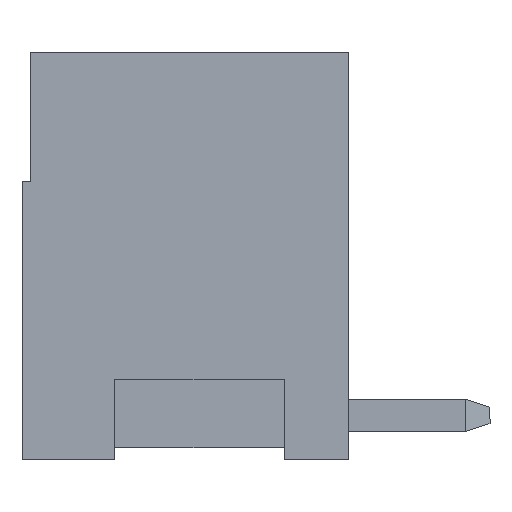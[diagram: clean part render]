
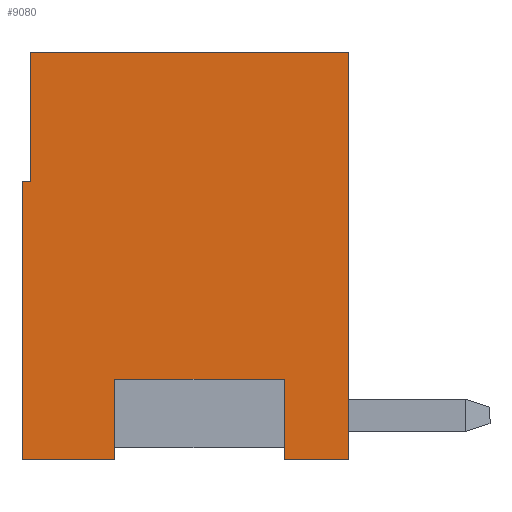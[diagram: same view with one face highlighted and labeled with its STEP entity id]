
A CAD part, left-side view. The second image highlights one B-rep face of the part: STEP entity #9080.
In plain terms, the highlighted planar face has unit normal (-1, 0, 0).
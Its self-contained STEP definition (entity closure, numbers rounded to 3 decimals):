
#926=ORIENTED_EDGE('',*,*,#3113,.T.);
#927=ORIENTED_EDGE('',*,*,#3477,.T.);
#928=ORIENTED_EDGE('',*,*,#3478,.T.);
#929=ORIENTED_EDGE('',*,*,#3479,.T.);
#930=ORIENTED_EDGE('',*,*,#3474,.T.);
#931=ORIENTED_EDGE('',*,*,#2822,.T.);
#932=ORIENTED_EDGE('',*,*,#2881,.T.);
#933=ORIENTED_EDGE('',*,*,#3480,.F.);
#934=ORIENTED_EDGE('',*,*,#3481,.F.);
#935=ORIENTED_EDGE('',*,*,#3482,.T.);
#2822=EDGE_CURVE('',#4130,#4129,#5003,.T.);
#2881=EDGE_CURVE('',#4129,#4185,#5062,.T.);
#3113=EDGE_CURVE('',#4409,#4407,#5294,.T.);
#3474=EDGE_CURVE('',#4720,#4130,#5626,.T.);
#3477=EDGE_CURVE('',#4407,#4722,#5629,.T.);
#3478=EDGE_CURVE('',#4722,#4723,#5630,.T.);
#3479=EDGE_CURVE('',#4723,#4720,#5631,.T.);
#3480=EDGE_CURVE('',#4724,#4185,#5632,.T.);
#3481=EDGE_CURVE('',#4725,#4724,#5633,.T.);
#3482=EDGE_CURVE('',#4725,#4409,#5634,.T.);
#4129=VERTEX_POINT('',#12494);
#4130=VERTEX_POINT('',#12496);
#4185=VERTEX_POINT('',#12612);
#4407=VERTEX_POINT('',#13103);
#4409=VERTEX_POINT('',#13106);
#4720=VERTEX_POINT('',#13840);
#4722=VERTEX_POINT('',#13846);
#4723=VERTEX_POINT('',#13848);
#4724=VERTEX_POINT('',#13851);
#4725=VERTEX_POINT('',#13853);
#5003=LINE('',#12495,#6264);
#5062=LINE('',#12614,#6323);
#5294=LINE('',#13105,#6555);
#5626=LINE('',#13839,#6887);
#5629=LINE('',#13845,#6890);
#5630=LINE('',#13847,#6891);
#5631=LINE('',#13849,#6892);
#5632=LINE('',#13850,#6893);
#5633=LINE('',#13852,#6894);
#5634=LINE('',#13854,#6895);
#6264=VECTOR('',#10099,1000.);
#6323=VECTOR('',#10164,1000.);
#6555=VECTOR('',#10470,1000.);
#6887=VECTOR('',#10984,1000.);
#6890=VECTOR('',#10989,1000.);
#6891=VECTOR('',#10990,1000.);
#6892=VECTOR('',#10991,1000.);
#6893=VECTOR('',#10992,1000.);
#6894=VECTOR('',#10993,1000.);
#6895=VECTOR('',#10994,1000.);
#7597=EDGE_LOOP('',(#926,#927,#928,#929,#930,#931,#932,#933,#934,#935));
#8124=FACE_BOUND('',#7597,.T.);
#8620=PLANE('',#9614);
#9080=ADVANCED_FACE('',(#8124),#8620,.T.);
#9614=AXIS2_PLACEMENT_3D('',#13844,#10987,#10988);
#10099=DIRECTION('',(0.,0.,1.));
#10164=DIRECTION('',(0.,1.,0.));
#10470=DIRECTION('',(0.,-1.,0.));
#10984=DIRECTION('',(0.,-1.,0.));
#10987=DIRECTION('',(-1.,0.,0.));
#10988=DIRECTION('',(0.,0.,1.));
#10989=DIRECTION('',(0.,0.,1.));
#10990=DIRECTION('',(0.,-1.,0.));
#10991=DIRECTION('',(0.,0.,-1.));
#10992=DIRECTION('',(0.,0.,1.));
#10993=DIRECTION('',(0.,-1.,0.));
#10994=DIRECTION('',(0.,0.,-1.));
#12494=CARTESIAN_POINT('',(-11.,-4.05,5.05));
#12495=CARTESIAN_POINT('',(-11.,-4.05,-5.05));
#12496=CARTESIAN_POINT('',(-11.,-4.05,-5.05));
#12612=CARTESIAN_POINT('',(-11.,3.85,5.05));
#12614=CARTESIAN_POINT('',(-11.,-4.05,5.05));
#13103=CARTESIAN_POINT('',(-11.,1.75,-5.05));
#13105=CARTESIAN_POINT('',(-11.,4.05,-5.05));
#13106=CARTESIAN_POINT('',(-11.,4.05,-5.05));
#13839=CARTESIAN_POINT('',(-11.,4.05,-5.05));
#13840=CARTESIAN_POINT('',(-11.,-2.45,-5.05));
#13844=CARTESIAN_POINT('',(-11.,0.,0.));
#13845=CARTESIAN_POINT('',(-11.,1.75,-5.05));
#13846=CARTESIAN_POINT('',(-11.,1.75,-3.05));
#13847=CARTESIAN_POINT('',(-11.,1.75,-3.05));
#13848=CARTESIAN_POINT('',(-11.,-2.45,-3.05));
#13849=CARTESIAN_POINT('',(-11.,-2.45,-3.05));
#13850=CARTESIAN_POINT('',(-11.,3.85,0.));
#13851=CARTESIAN_POINT('',(-11.,3.85,1.85));
#13852=CARTESIAN_POINT('',(-11.,0.,1.85));
#13853=CARTESIAN_POINT('',(-11.,4.05,1.85));
#13854=CARTESIAN_POINT('',(-11.,4.05,5.05));
